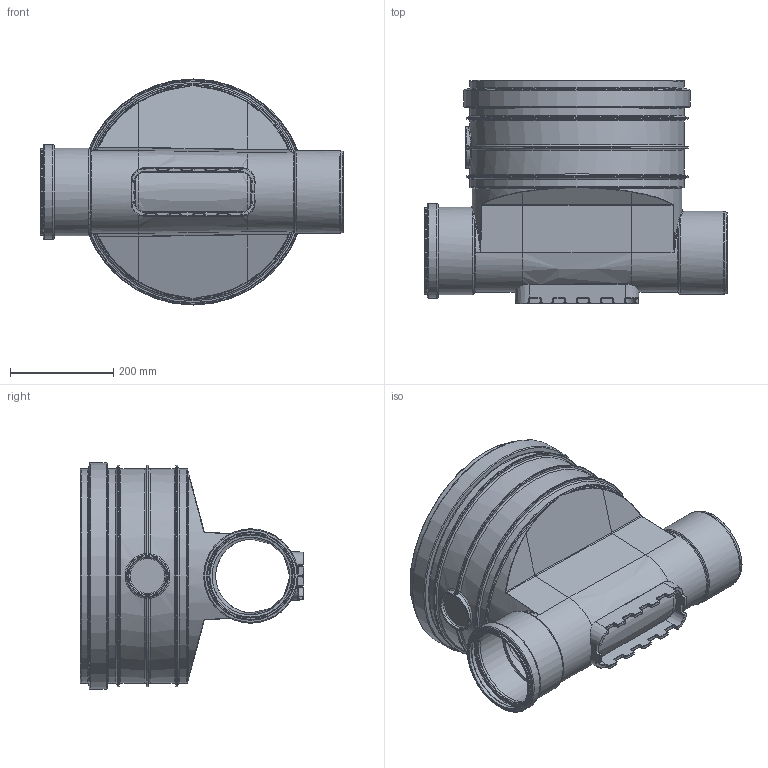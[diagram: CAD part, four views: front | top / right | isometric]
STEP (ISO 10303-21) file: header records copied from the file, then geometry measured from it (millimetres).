
FILE_DESCRIPTION(/* description */ (''),/* implementation_level */ '2;1');
FILE_NAME(/* name */ '660026z.stp',/* time_stamp */ '2025-09-15T11:37:07+02:00',/* author */ ('corinna'),/* organization */ (''),/* preprocessor_version */ 'ST-DEVELOPER v20',/* originating_system */ 'Autodesk Inventor 2024',/* authorisation */ '');
FILE_SCHEMA (('AUTOMOTIVE_DESIGN { 1 0 10303 214 3 1 1 }'));
Length unit declared in the file: millimetre
Products named in the file (1): 660026 SC Schachtboden Typ G DN_OD 400_160 mit Spitzende
Bounding box: 586 x 432 x 438.1 mm (x, y, z)
Volume: 4443749.5 mm3; surface area: 1409791.6 mm2
Topology: 1 solids, 1 shells, 566 faces, 1389 edges, 827 vertices
Faces by surface type: bspline 199, cylinder 173, plane 88, torus 58, cone 40, sphere 8
Full cylindrical faces by diameter (mm): 143.2 x1, 150.2 x1, 150.9 x1, 160.5 x1, 160.7 x1, 160.8 x2, 169.5 x1, 169.8 x1, 173.8 x1, 182.8 x1, 394.9 x1, 404 x2, 415 x1, 416 x4, 427.1 x1, 430 x2, 438.1 x1
Entity records: 23020 total; most frequent: CARTESIAN_POINT 10178, ORIENTED_EDGE 2778, DIRECTION 2630, EDGE_CURVE 1389, AXIS2_PLACEMENT_3D 1121, VERTEX_POINT 827, EDGE_LOOP 572, FACE_OUTER_BOUND 566
